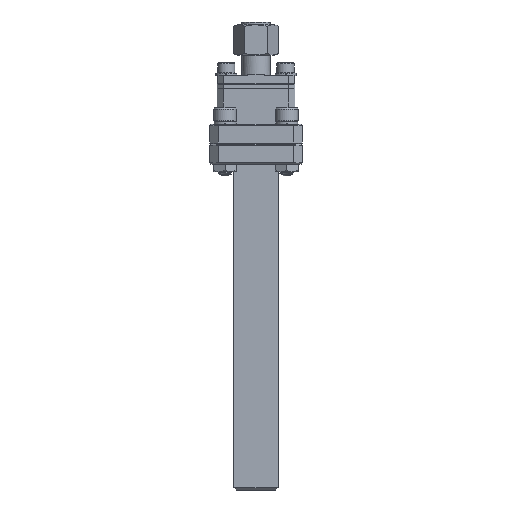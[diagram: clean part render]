
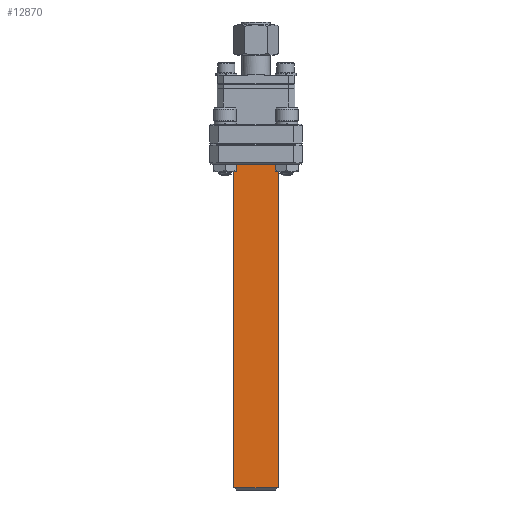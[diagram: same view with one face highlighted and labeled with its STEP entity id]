
A CAD part, front view. The second image highlights one B-rep face of the part: STEP entity #12870.
In plain terms, the highlighted planar face has unit normal (0, -1, 0).
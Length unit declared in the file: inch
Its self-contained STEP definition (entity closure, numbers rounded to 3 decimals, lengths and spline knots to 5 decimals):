
#1305 = DIRECTION ( 'NONE',  ( 0., 0., 1. ) ) ;
#1519 = EDGE_CURVE ( 'NONE', #10894, #18036, #15004, .T. ) ;
#1906 = VERTEX_POINT ( 'NONE', #2636 ) ;
#2636 = CARTESIAN_POINT ( 'NONE',  ( 0.18, -0.11, 0. ) ) ;
#3236 = CARTESIAN_POINT ( 'NONE',  ( -0.18, -0.11, -5.8619 ) ) ;
#6499 = VECTOR ( 'NONE', #37944, 39.37008 ) ;
#6552 = DIRECTION ( 'NONE',  ( 0., 0., 1. ) ) ;
#7761 = CARTESIAN_POINT ( 'NONE',  ( 0.18, -0.11, -2.62 ) ) ;
#9399 = VERTEX_POINT ( 'NONE', #25669 ) ;
#9563 = EDGE_CURVE ( 'NONE', #1906, #18036, #30717, .T. ) ;
#10894 = VERTEX_POINT ( 'NONE', #33816 ) ;
#12093 = EDGE_CURVE ( 'NONE', #10894, #9399, #25447, .T. ) ;
#12305 = PLANE ( 'NONE',  #31545 ) ;
#12870 = ADVANCED_FACE ( 'NONE', ( #31094 ), #12305, .F. ) ;
#15004 = LINE ( 'NONE', #3236, #16877 ) ;
#15904 = ORIENTED_EDGE ( 'NONE', *, *, #9563, .T. ) ;
#16877 = VECTOR ( 'NONE', #17337, 39.37008 ) ;
#17337 = DIRECTION ( 'NONE',  ( 0., 0., 1. ) ) ;
#18036 = VERTEX_POINT ( 'NONE', #35421 ) ;
#18173 = DIRECTION ( 'NONE',  ( 0., 1., 0. ) ) ;
#20214 = CARTESIAN_POINT ( 'NONE',  ( 0.18, -0.11, 0. ) ) ;
#22791 = DIRECTION ( 'NONE',  ( 1., 0., 0. ) ) ;
#23269 = EDGE_CURVE ( 'NONE', #9399, #1906, #27655, .T. ) ;
#24408 = CARTESIAN_POINT ( 'NONE',  ( 0.18, -0.11, -5.8619 ) ) ;
#24971 = CARTESIAN_POINT ( 'NONE',  ( 0.18, -0.11, -5.8619 ) ) ;
#25447 = LINE ( 'NONE', #7761, #31525 ) ;
#25492 = ORIENTED_EDGE ( 'NONE', *, *, #23269, .T. ) ;
#25669 = CARTESIAN_POINT ( 'NONE',  ( 0.18, -0.11, -2.62 ) ) ;
#27655 = LINE ( 'NONE', #24971, #28577 ) ;
#28577 = VECTOR ( 'NONE', #1305, 39.37008 ) ;
#30717 = LINE ( 'NONE', #20214, #6499 ) ;
#31094 = FACE_OUTER_BOUND ( 'NONE', #36485, .T. ) ;
#31525 = VECTOR ( 'NONE', #22791, 39.37008 ) ;
#31545 = AXIS2_PLACEMENT_3D ( 'NONE', #24408, #18173, #6552 ) ;
#32449 = ORIENTED_EDGE ( 'NONE', *, *, #1519, .F. ) ;
#33816 = CARTESIAN_POINT ( 'NONE',  ( -0.18, -0.11, -2.62 ) ) ;
#33874 = ORIENTED_EDGE ( 'NONE', *, *, #12093, .T. ) ;
#35421 = CARTESIAN_POINT ( 'NONE',  ( -0.18, -0.11, 0. ) ) ;
#36485 = EDGE_LOOP ( 'NONE', ( #32449, #33874, #25492, #15904 ) ) ;
#37944 = DIRECTION ( 'NONE',  ( -1., 0., 0. ) ) ;
